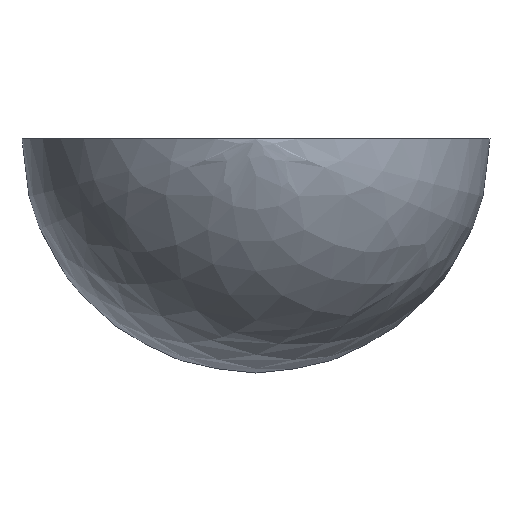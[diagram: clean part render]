
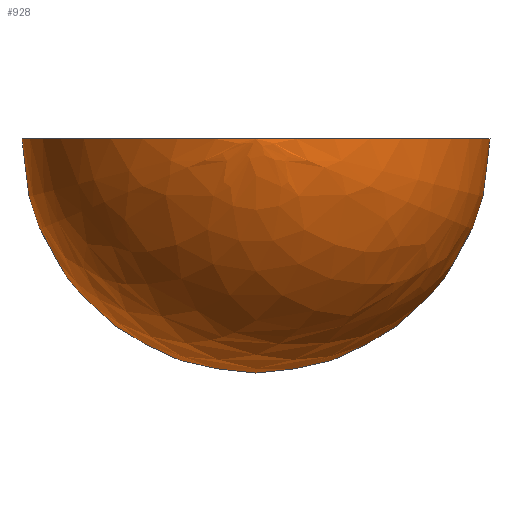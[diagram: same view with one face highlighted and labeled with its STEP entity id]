
A CAD part, left-side view. The second image highlights one B-rep face of the part: STEP entity #928.
In plain terms, the highlighted free-form (B-spline) face has degree [3, 3] with [6, 4] control points.
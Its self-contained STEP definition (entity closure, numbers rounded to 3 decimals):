
#192 = ORIENTED_EDGE ( 'NONE', *, *, #4238, .F. ) ;
#295 = CARTESIAN_POINT ( 'NONE',  ( -37.063, 116.336, 0. ) ) ;
#300 = CARTESIAN_POINT ( 'NONE',  ( 21.196, 90.769, 0. ) ) ;
#319 = CARTESIAN_POINT ( 'NONE',  ( -37.063, -92.856, -209.192 ) ) ;
#345 = CARTESIAN_POINT ( 'NONE',  ( 21.196, -67.288, 0. ) ) ;
#368 = CARTESIAN_POINT ( 'NONE',  ( -156.725, 54.34, 0. ) ) ;
#544 = DIRECTION ( 'NONE',  ( 0., 0., 1. ) ) ;
#597 = VERTEX_POINT ( 'NONE', #1388 ) ;
#678 = CARTESIAN_POINT ( 'NONE',  ( -115.553, -77.927, -179.335 ) ) ;
#721 = CARTESIAN_POINT ( 'NONE',  ( 2.365, 103.379, 0. ) ) ;
#778 = DIRECTION ( 'NONE',  ( 1., 0., 0. ) ) ;
#928 = ADVANCED_FACE ( 'NONE', ( #2181 ), #4770, .T. ) ;
#964 = VERTEX_POINT ( 'NONE', #3451 ) ;
#1087 = CARTESIAN_POINT ( 'NONE',  ( 21.196, 90.769, -158.058 ) ) ;
#1108 = CARTESIAN_POINT ( 'NONE',  ( -156.725, -30.859, -85.199 ) ) ;
#1153 = CARTESIAN_POINT ( 'NONE',  ( 21.196, 11.74, 0. ) ) ;
#1317 = EDGE_LOOP ( 'NONE', ( #4182, #4152, #3342, #192, #3924 ) ) ;
#1388 = CARTESIAN_POINT ( 'NONE',  ( 21.196, -67.288, 0. ) ) ;
#1454 = B_SPLINE_CURVE_WITH_KNOTS ( 'NONE', 3,
 ( #4274, #4203, #2623, #3440, #3802, #3846 ),
 .UNSPECIFIED., .F., .F.,
 ( 4, 1, 1, 4 ),
 ( 0., 0.518, 0.701, 1. ),
 .UNSPECIFIED. ) ;
#1514 = CARTESIAN_POINT ( 'NONE',  ( -115.553, 101.408, -179.335 ) ) ;
#1537 = CARTESIAN_POINT ( 'NONE',  ( -156.725, -30.859, 0. ) ) ;
#1562 = DIRECTION ( 'NONE',  ( 0., 0., -1. ) ) ;
#1825 = CARTESIAN_POINT ( 'NONE',  ( -162.954, 11.74, 0. ) ) ;
#1846 = CARTESIAN_POINT ( 'NONE',  ( 2.365, 103.379, 0. ) ) ;
#1868 = CARTESIAN_POINT ( 'NONE',  ( -162.954, 11.74, 0. ) ) ;
#1872 = CARTESIAN_POINT ( 'NONE',  ( 2.365, -79.898, -183.277 ) ) ;
#1943 = CARTESIAN_POINT ( 'NONE',  ( -162.954, 11.74, 0. ) ) ;
#2181 = FACE_OUTER_BOUND ( 'NONE', #1317, .T. ) ;
#2224 = CARTESIAN_POINT ( 'NONE',  ( -156.725, 54.34, 0. ) ) ;
#2248 = CARTESIAN_POINT ( 'NONE',  ( 21.196, 11.74, 0. ) ) ;
#2308 = VERTEX_POINT ( 'NONE', #4269 ) ;
#2592 = CARTESIAN_POINT ( 'NONE',  ( -162.954, 11.74, 0. ) ) ;
#2613 = AXIS2_PLACEMENT_3D ( 'NONE', #1153, #778, #1562 ) ;
#2623 = CARTESIAN_POINT ( 'NONE',  ( -115.553, -77.927, 0. ) ) ;
#2631 = DIRECTION ( 'NONE',  ( -1., 0., 0. ) ) ;
#2635 = CARTESIAN_POINT ( 'NONE',  ( 21.196, -67.288, -158.058 ) ) ;
#2658 = CARTESIAN_POINT ( 'NONE',  ( -37.063, 116.336, 0. ) ) ;
#2884 = EDGE_CURVE ( 'NONE', #597, #4965, #4316, .T. ) ;
#3023 = CARTESIAN_POINT ( 'NONE',  ( -37.063, -92.856, 0. ) ) ;
#3040 = CARTESIAN_POINT ( 'NONE',  ( 21.196, -58.365, -36.48 ) ) ;
#3066 = CARTESIAN_POINT ( 'NONE',  ( -37.063, 116.336, -209.192 ) ) ;
#3070 = EDGE_CURVE ( 'NONE', #964, #4965, #3426, .T. ) ;
#3088 = AXIS2_PLACEMENT_3D ( 'NONE', #4057, #4420, #544 ) ;
#3105 = EDGE_CURVE ( 'NONE', #3173, #2308, #3436, .T. ) ;
#3171 = AXIS2_PLACEMENT_3D ( 'NONE', #2248, #2631, #3741 ) ;
#3173 = VERTEX_POINT ( 'NONE', #1943 ) ;
#3342 = ORIENTED_EDGE ( 'NONE', *, *, #2884, .F. ) ;
#3388 = EDGE_CURVE ( 'NONE', #2308, #964, #4312, .T. ) ;
#3399 = CARTESIAN_POINT ( 'NONE',  ( 21.196, 90.769, 0. ) ) ;
#3426 = CIRCLE ( 'NONE', #3171, 79.029 ) ;
#3436 = B_SPLINE_CURVE_WITH_KNOTS ( 'NONE', 3,
 ( #1868, #2224, #3784, #295, #1846, #3399 ),
 .UNSPECIFIED., .F., .F.,
 ( 4, 1, 1, 4 ),
 ( 0., 0.518, 0.701, 1. ),
 .UNSPECIFIED. ) ;
#3440 = CARTESIAN_POINT ( 'NONE',  ( -37.063, -92.856, 0. ) ) ;
#3451 = CARTESIAN_POINT ( 'NONE',  ( 21.196, 80.356, -39.21 ) ) ;
#3741 = DIRECTION ( 'NONE',  ( 0., 0., 1. ) ) ;
#3746 = CARTESIAN_POINT ( 'NONE',  ( -162.954, 11.74, 0. ) ) ;
#3770 = CARTESIAN_POINT ( 'NONE',  ( -162.954, 11.74, 0. ) ) ;
#3784 = CARTESIAN_POINT ( 'NONE',  ( -115.553, 101.408, 0. ) ) ;
#3802 = CARTESIAN_POINT ( 'NONE',  ( 2.365, -79.898, 0. ) ) ;
#3838 = CARTESIAN_POINT ( 'NONE',  ( -115.553, -77.927, 0. ) ) ;
#3846 = CARTESIAN_POINT ( 'NONE',  ( 21.196, -67.288, 0. ) ) ;
#3885 = CARTESIAN_POINT ( 'NONE',  ( 2.365, 103.379, -183.277 ) ) ;
#3924 = ORIENTED_EDGE ( 'NONE', *, *, #3105, .T. ) ;
#4057 = CARTESIAN_POINT ( 'NONE',  ( 21.196, 11.74, 0. ) ) ;
#4152 = ORIENTED_EDGE ( 'NONE', *, *, #3070, .T. ) ;
#4171 = CARTESIAN_POINT ( 'NONE',  ( 2.365, -79.898, 0. ) ) ;
#4182 = ORIENTED_EDGE ( 'NONE', *, *, #3388, .T. ) ;
#4203 = CARTESIAN_POINT ( 'NONE',  ( -156.725, -30.859, 0. ) ) ;
#4238 = EDGE_CURVE ( 'NONE', #3173, #597, #1454, .T. ) ;
#4269 = CARTESIAN_POINT ( 'NONE',  ( 21.196, 90.769, 0. ) ) ;
#4274 = CARTESIAN_POINT ( 'NONE',  ( -162.954, 11.74, 0. ) ) ;
#4312 = CIRCLE ( 'NONE', #3088, 79.029 ) ;
#4316 = CIRCLE ( 'NONE', #2613, 79.029 ) ;
#4420 = DIRECTION ( 'NONE',  ( -1., 0., 0. ) ) ;
#4574 = CARTESIAN_POINT ( 'NONE',  ( -115.553, 101.408, 0. ) ) ;
#4770 =( BOUNDED_SURFACE ( )  B_SPLINE_SURFACE ( 3, 3, ( 
 ( #3746, #2592, #3770, #1825 ),
 ( #368, #5019, #1108, #1537 ),
 ( #4574, #1514, #678, #3838 ),
 ( #2658, #3066, #319, #3023 ),
 ( #721, #3885, #1872, #4171 ),
 ( #300, #1087, #2635, #345 ) ),
 .UNSPECIFIED., .F., .F., .F. ) 
 B_SPLINE_SURFACE_WITH_KNOTS ( ( 4, 1, 1, 4 ),
 ( 4, 4 ),
 ( 0., 0.518, 0.701, 1. ),
 ( 0., 1. ),
 .UNSPECIFIED. ) 
 GEOMETRIC_REPRESENTATION_ITEM ( )  RATIONAL_B_SPLINE_SURFACE ( (
 ( 1., 0.333, 0.333, 1.),
 ( 1., 0.333, 0.333, 1.),
 ( 1., 0.333, 0.333, 1.),
 ( 1., 0.333, 0.333, 1.),
 ( 1., 0.333, 0.333, 1.),
 ( 1., 0.333, 0.333, 1.) ) ) 
 REPRESENTATION_ITEM ( '' )  SURFACE ( )  );
#4965 = VERTEX_POINT ( 'NONE', #3040 ) ;
#5019 = CARTESIAN_POINT ( 'NONE',  ( -156.725, 54.34, -85.199 ) ) ;
